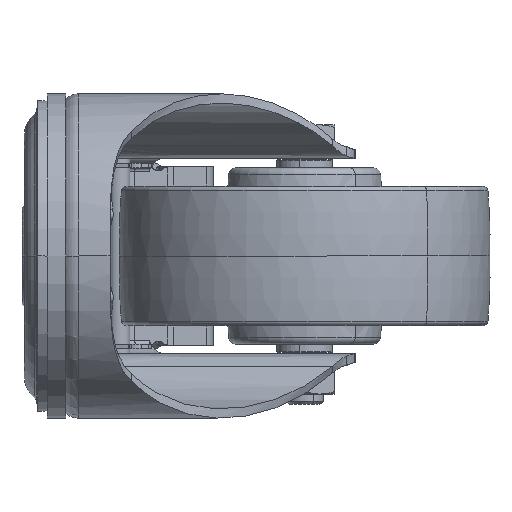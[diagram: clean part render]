
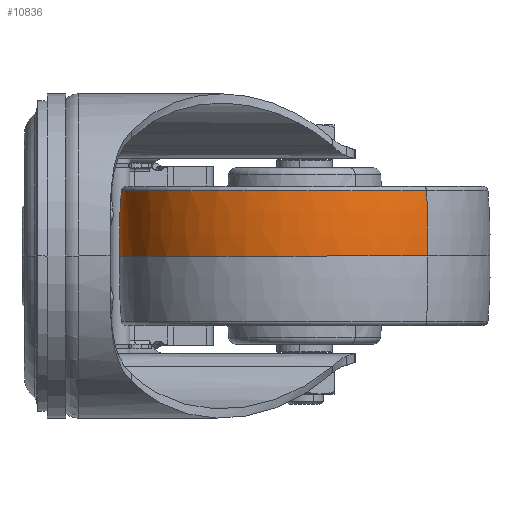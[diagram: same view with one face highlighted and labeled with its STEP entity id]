
A CAD part, left-side view. The second image highlights one B-rep face of the part: STEP entity #10836.
In plain terms, the highlighted toroidal (fillet/blend) face has major radius 109.979 mm and minor radius 150 mm.
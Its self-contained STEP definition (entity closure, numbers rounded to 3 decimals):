
#1202 = CIRCLE ( 'NONE', #38170, 39.574 ) ;
#1251 = EDGE_CURVE ( 'NONE', #7509, #25622, #12610, .T. ) ;
#3264 = CIRCLE ( 'NONE', #13791, 150. ) ;
#7509 = VERTEX_POINT ( 'NONE', #17012 ) ;
#7913 = DIRECTION ( 'NONE',  ( -0.747, -0.665, 0. ) ) ;
#9583 = VERTEX_POINT ( 'NONE', #47503 ) ;
#10336 = CARTESIAN_POINT ( 'NONE',  ( -44.126, -134.149, 2.509 ) ) ;
#10836 = ADVANCED_FACE ( 'NONE', ( #26483 ), #43272, .T. ) ;
#12610 = CIRCLE ( 'NONE', #27410, 150. ) ;
#12867 = CARTESIAN_POINT ( 'NONE',  ( 38., -61., 2.509 ) ) ;
#13791 = AXIS2_PLACEMENT_3D ( 'NONE', #10336, #30505, #64715 ) ;
#17012 = CARTESIAN_POINT ( 'NONE',  ( 8.448, -87.322, 14.077 ) ) ;
#22224 = AXIS2_PLACEMENT_3D ( 'NONE', #23942, #34915, #23592 ) ;
#23592 = DIRECTION ( 'NONE',  ( -0.747, -0.665, 0. ) ) ;
#23839 = EDGE_CURVE ( 'NONE', #25622, #9583, #27511, .T. ) ;
#23942 = CARTESIAN_POINT ( 'NONE',  ( 38., -61., 0. ) ) ;
#25622 = VERTEX_POINT ( 'NONE', #60133 ) ;
#26193 = CARTESIAN_POINT ( 'NONE',  ( 38., -61., 14.077 ) ) ;
#26483 = FACE_OUTER_BOUND ( 'NONE', #57400, .T. ) ;
#27410 = AXIS2_PLACEMENT_3D ( 'NONE', #39026, #33711, #59933 ) ;
#27511 = CIRCLE ( 'NONE', #22224, 40. ) ;
#29554 = AXIS2_PLACEMENT_3D ( 'NONE', #12867, #38044, #7913 ) ;
#30354 = EDGE_CURVE ( 'NONE', #36632, #9583, #3264, .T. ) ;
#30505 = DIRECTION ( 'NONE',  ( -0.665, 0.747, 0. ) ) ;
#32613 = ORIENTED_EDGE ( 'NONE', *, *, #30354, .T. ) ;
#33711 = DIRECTION ( 'NONE',  ( 0.665, -0.747, 0. ) ) ;
#34789 = EDGE_CURVE ( 'NONE', #7509, #36632, #1202, .T. ) ;
#34915 = DIRECTION ( 'NONE',  ( 0., 0., -1. ) ) ;
#36632 = VERTEX_POINT ( 'NONE', #65178 ) ;
#38044 = DIRECTION ( 'NONE',  ( 0., 0., -1. ) ) ;
#38170 = AXIS2_PLACEMENT_3D ( 'NONE', #26193, #41085, #61353 ) ;
#39026 = CARTESIAN_POINT ( 'NONE',  ( 120.126, 12.149, 2.509 ) ) ;
#39064 = ORIENTED_EDGE ( 'NONE', *, *, #34789, .T. ) ;
#40204 = ORIENTED_EDGE ( 'NONE', *, *, #23839, .F. ) ;
#41085 = DIRECTION ( 'NONE',  ( 0., 0., -1. ) ) ;
#43272 = TOROIDAL_SURFACE ( 'NONE', #29554, -109.979, 150. ) ;
#47503 = CARTESIAN_POINT ( 'NONE',  ( 67.87, -34.395, 0. ) ) ;
#52815 = ORIENTED_EDGE ( 'NONE', *, *, #1251, .F. ) ;
#57400 = EDGE_LOOP ( 'NONE', ( #39064, #32613, #40204, #52815 ) ) ;
#59933 = DIRECTION ( 'NONE',  ( 0.747, 0.665, 0. ) ) ;
#60133 = CARTESIAN_POINT ( 'NONE',  ( 8.13, -87.605, 0. ) ) ;
#61353 = DIRECTION ( 'NONE',  ( -0.747, -0.665, 0. ) ) ;
#64715 = DIRECTION ( 'NONE',  ( -0.747, -0.665, 0. ) ) ;
#65178 = CARTESIAN_POINT ( 'NONE',  ( 67.552, -34.678, 14.077 ) ) ;
